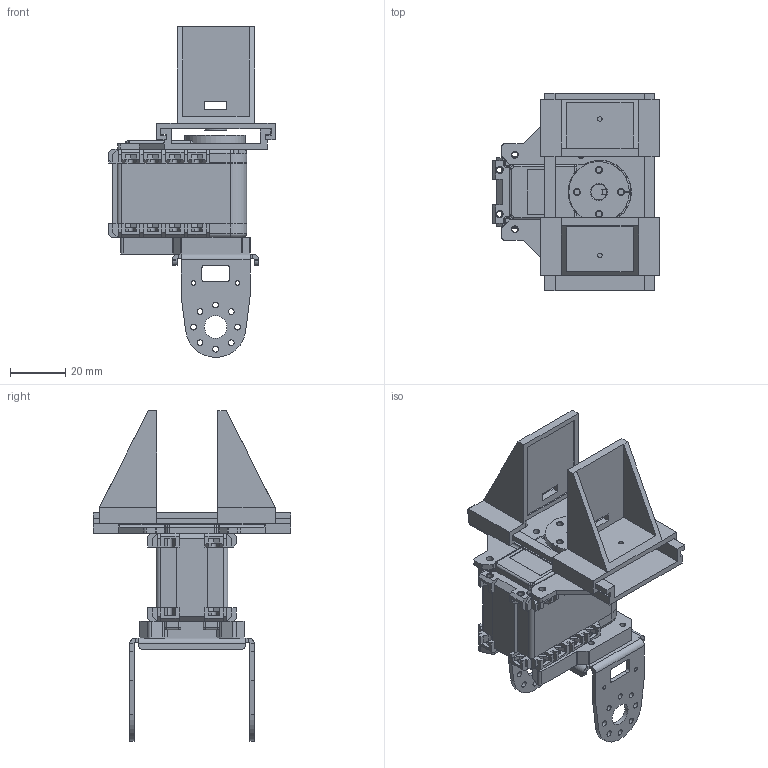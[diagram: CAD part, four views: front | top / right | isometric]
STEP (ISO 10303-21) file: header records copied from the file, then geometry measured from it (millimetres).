
FILE_DESCRIPTION(/* description */ (''),/* implementation_level */ '2;1');
FILE_NAME(/* name */ 'Gripper_re.step',/* time_stamp */ '2022-08-16T23:45:49-05:00',/* author */ ('ferbm'),/* organization */ (''),/* preprocessor_version */ 'ST-DEVELOPER v18.1',/* originating_system */ 'Autodesk Inventor 2021',/* authorisation */ '');
FILE_SCHEMA (('AUTOMOTIVE_DESIGN { 1 0 10303 214 3 1 1 }'));
Length unit declared in the file: millimetre
Products named in the file (1): Gripper_re
Bounding box: 60.37 x 71.6 x 119.8 mm (x, y, z)
Volume: 72301.3 mm3; surface area: 38246.7 mm2
Topology: 3 solids, 5 shells, 1104 faces, 2999 edges, 1921 vertices
Faces by surface type: plane 791, cylinder 236, cone 37, bspline 16, sphere 14, torus 10
Full cylindrical faces by diameter (mm): 1.567 x4, 1.6 x2, 1.7 x6, 2 x2, 2.07 x4, 2.1 x38, 2.2 x20, 2.5 x4, 2.6 x1, 3.5 x2, 4.3 x1, 4.5 x4, 5.8 x1, 5.9 x1, 8 x3, 8.2 x2, 9.2 x1, 11 x1, 13.7 x1, 18.3 x1
Entity records: 35894 total; most frequent: CARTESIAN_POINT 7445, ORIENTED_EDGE 5970, DIRECTION 5816, EDGE_CURVE 2985, LINE 2244, VECTOR 2244, VERTEX_POINT 1921, AXIS2_PLACEMENT_3D 1786
